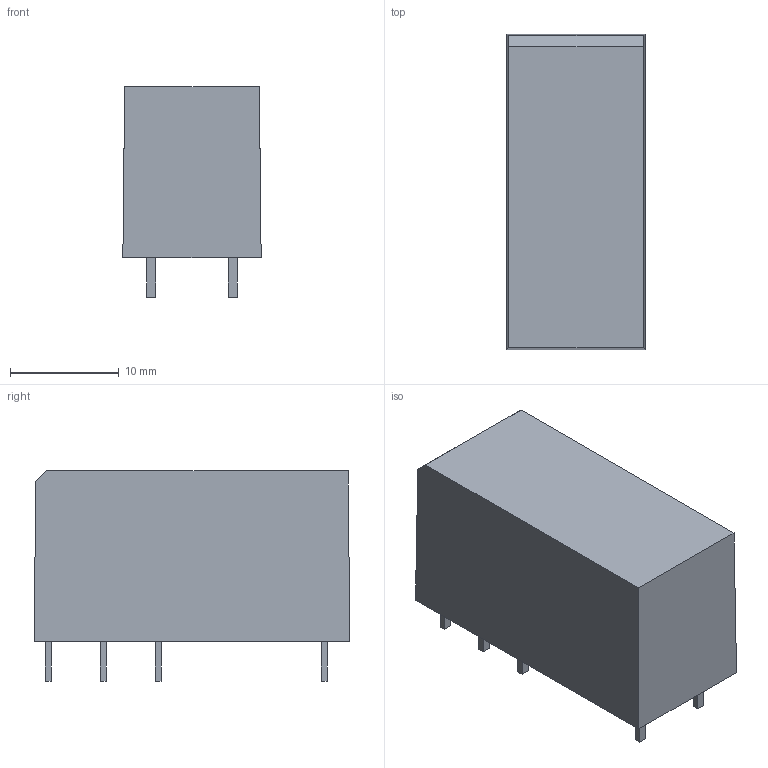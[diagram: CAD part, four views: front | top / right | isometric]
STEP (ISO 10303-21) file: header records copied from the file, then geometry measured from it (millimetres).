
FILE_DESCRIPTION(('CATIA V5R24 STEP','CAx-IF Rec.Pracs.--- Model Styling and Organization---1.2---2011-12-15'),'2;1');
FILE_NAME ('7419619_3', '2017-07-13T07:56:08+00:00', ('Weidmueller Interface'), ('Weidmueller'), 'CATIA Version 5-6 Release 2014 SP4', 'CATIA V5 STEP AP214', 'none');
FILE_SCHEMA(('AUTOMOTIVE_DESIGN { 1 0 10303 214 1 1 1 1 }'));
Length unit declared in the file: millimetre
Products named in the file (1): 1984020000
Bounding box: 12.7 x 29 x 19.3 mm (x, y, z)
Volume: 5682.2 mm3; surface area: 2101.2 mm2
Topology: 9 solids, 9 shells, 55 faces, 127 edges, 90 vertices
Faces by surface type: plane 55
Entity records: 1537 total; most frequent: CARTESIAN_POINT 254, ORIENTED_EDGE 254, DIRECTION 199, VECTOR 127, EDGE_CURVE 127, LINE 127, VERTEX_POINT 90, ADVANCED_FACE 55
